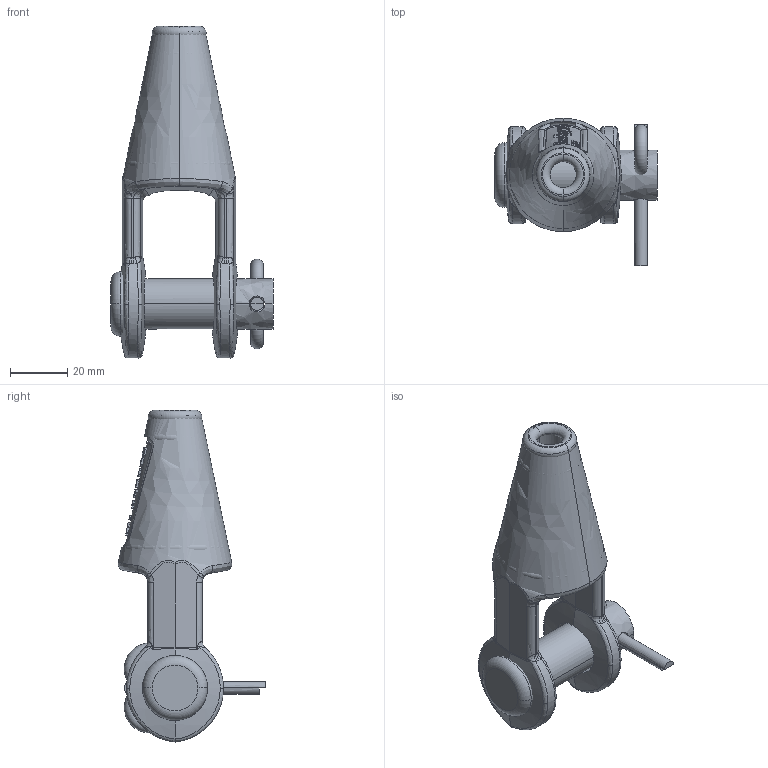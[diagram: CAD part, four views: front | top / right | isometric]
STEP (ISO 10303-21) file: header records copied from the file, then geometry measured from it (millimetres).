
FILE_DESCRIPTION((''),'2;1');
FILE_NAME('CROSBY_416_025_1039619-1039628','2011-08-31T',('Alan Doughty'),('The Crosby Group LLC'),'PRO/ENGINEER BY PARAMETRIC TECHNOLOGY CORPORATION, 2010230','PRO/ENGINEER BY PARAMETRIC TECHNOLOGY CORPORATION, 2010230','');
FILE_SCHEMA(('CONFIG_CONTROL_DESIGN'));
Length unit declared in the file: inch
Products named in the file (1): CROSBY_416_025_1039619-1039628
Bounding box: 56.49 x 51.46 x 115.73 mm (x, y, z)
Surface area: 27048.5 mm2 (no closed solid volume)
Topology: 0 solids, 0 shells, 363 faces, 1878 edges, 1867 vertices
Faces by surface type: bspline 346, torus 17
Entity records: 38229 total; most frequent: CARTESIAN_POINT 25015, DEFINITIONAL_REPRESENTATION 1856, PCURVE 1856, COMPOSITE_CURVE_SEGMENT 1856, B_SPLINE_CURVE_WITH_KNOTS 1608, DIRECTION 1424, TRIMMED_CURVE 1176, VECTOR 962
